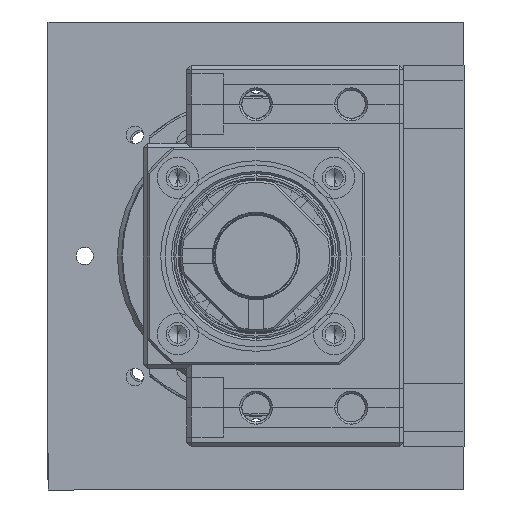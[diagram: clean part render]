
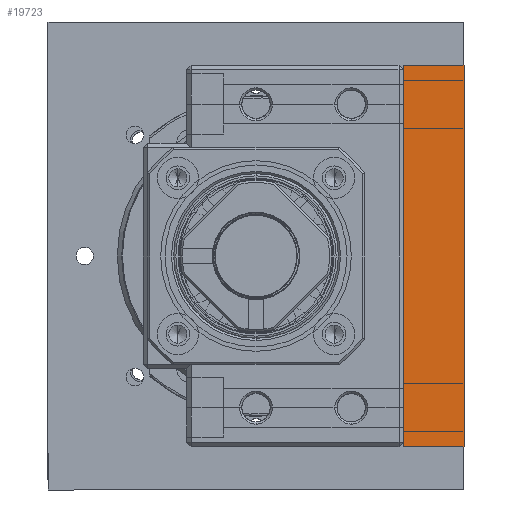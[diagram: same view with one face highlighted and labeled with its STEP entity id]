
A CAD part, left-side view. The second image highlights one B-rep face of the part: STEP entity #19723.
In plain terms, the highlighted face is planar.
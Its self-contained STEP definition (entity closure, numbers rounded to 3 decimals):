
#1200 = CARTESIAN_POINT ( 'NONE',  ( 88., 0., 0. ) ) ;
#1247 = CARTESIAN_POINT ( 'NONE',  ( 88., 0., 14. ) ) ;
#2096 = VERTEX_POINT ( 'NONE', #18026 ) ;
#2503 = DIRECTION ( 'NONE',  ( 0., 0., 1. ) ) ;
#5620 = LINE ( 'NONE', #31959, #13625 ) ;
#6358 = AXIS2_PLACEMENT_3D ( 'NONE', #38458, #56375, #2503 ) ;
#6729 = LINE ( 'NONE', #1247, #33718 ) ;
#7168 = PLANE ( 'NONE',  #6358 ) ;
#10317 = EDGE_CURVE ( 'NONE', #36042, #48726, #5620, .T. ) ;
#13625 = VECTOR ( 'NONE', #23194, 1000. ) ;
#15964 = CARTESIAN_POINT ( 'NONE',  ( 0., 0., 14. ) ) ;
#17497 = EDGE_CURVE ( 'NONE', #32062, #36042, #32250, .T. ) ;
#18026 = CARTESIAN_POINT ( 'NONE',  ( 88., 0., 14. ) ) ;
#19723 = ADVANCED_FACE ( 'NONE', ( #25016 ), #7168, .F. ) ;
#21200 = ORIENTED_EDGE ( 'NONE', *, *, #10317, .F. ) ;
#22652 = CARTESIAN_POINT ( 'NONE',  ( 0., 0., 0. ) ) ;
#23194 = DIRECTION ( 'NONE',  ( 0., 0., 1. ) ) ;
#23202 = DIRECTION ( 'NONE',  ( -1., 0., 0. ) ) ;
#24204 = EDGE_CURVE ( 'NONE', #2096, #32062, #6729, .T. ) ;
#24569 = DIRECTION ( 'NONE',  ( 0., 0., -1. ) ) ;
#25016 = FACE_OUTER_BOUND ( 'NONE', #31233, .T. ) ;
#27181 = DIRECTION ( 'NONE',  ( 1., 0., 0. ) ) ;
#29800 = ORIENTED_EDGE ( 'NONE', *, *, #24204, .F. ) ;
#31233 = EDGE_LOOP ( 'NONE', ( #29800, #51552, #21200, #51665 ) ) ;
#31959 = CARTESIAN_POINT ( 'NONE',  ( 0., 0., 14. ) ) ;
#32062 = VERTEX_POINT ( 'NONE', #1200 ) ;
#32250 = LINE ( 'NONE', #45466, #50052 ) ;
#32712 = LINE ( 'NONE', #45363, #43666 ) ;
#33718 = VECTOR ( 'NONE', #24569, 1000. ) ;
#36042 = VERTEX_POINT ( 'NONE', #22652 ) ;
#38458 = CARTESIAN_POINT ( 'NONE',  ( 0., 0., 14. ) ) ;
#43666 = VECTOR ( 'NONE', #27181, 1000. ) ;
#45363 = CARTESIAN_POINT ( 'NONE',  ( 0., 0., 14. ) ) ;
#45466 = CARTESIAN_POINT ( 'NONE',  ( 0., 0., 0. ) ) ;
#48726 = VERTEX_POINT ( 'NONE', #15964 ) ;
#50052 = VECTOR ( 'NONE', #23202, 1000. ) ;
#51552 = ORIENTED_EDGE ( 'NONE', *, *, #55872, .F. ) ;
#51665 = ORIENTED_EDGE ( 'NONE', *, *, #17497, .F. ) ;
#55872 = EDGE_CURVE ( 'NONE', #48726, #2096, #32712, .T. ) ;
#56375 = DIRECTION ( 'NONE',  ( 0., 1., 0. ) ) ;
